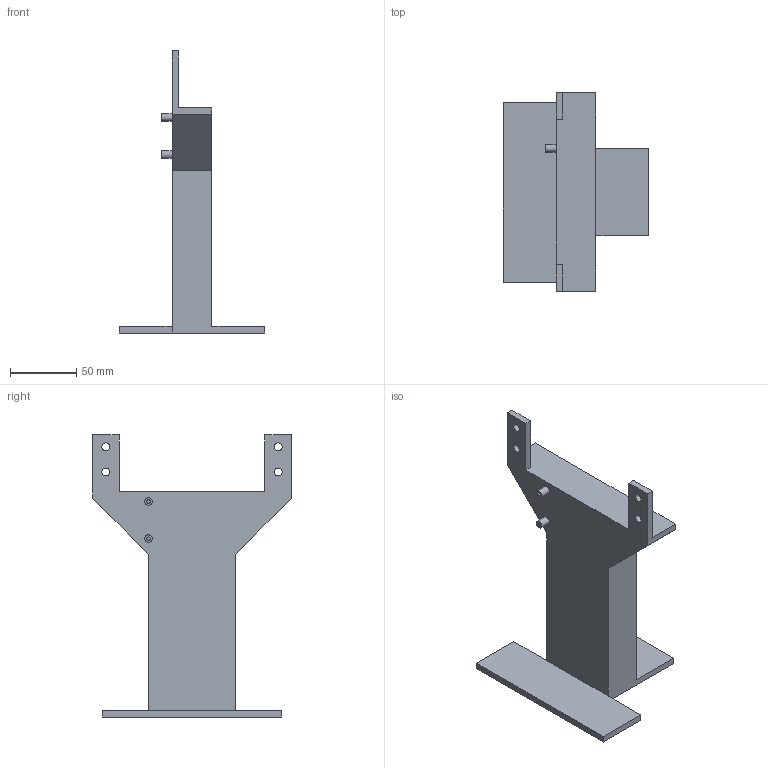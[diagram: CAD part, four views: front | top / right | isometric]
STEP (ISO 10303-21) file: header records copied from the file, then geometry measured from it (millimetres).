
FILE_DESCRIPTION(/* description */ (''),/* implementation_level */ '2;1');
FILE_NAME(/* name */ 'XYZ Robot Height Raiser With Slot for Control Board v7.step',/* time_stamp */ '2024-09-16T20:19:35-07:00',/* author */ (''),/* organization */ (''),/* preprocessor_version */ 'ST-DEVELOPER v20',/* originating_system */ 'Autodesk Translation Framework v13.14.0.145',/* authorisation */ '');
FILE_SCHEMA (('AUTOMOTIVE_DESIGN { 1 0 10303 214 3 1 1 }'));
Length unit declared in the file: millimetre
Products named in the file (1): XYZ Robot Height Raiser With Slot for Control Board
Bounding box: 110 x 150 x 213.01 mm (x, y, z)
Volume: 449862.1 mm3; surface area: 66959.2 mm2
Topology: 1 solids, 1 shells, 37 faces, 102 edges, 71 vertices
Faces by surface type: plane 29, cylinder 8
Full cylindrical faces by diameter (mm): 2.6 x2, 5.8 x2, 6 x4
Entity records: 1233 total; most frequent: CARTESIAN_POINT 211, ORIENTED_EDGE 204, DIRECTION 194, EDGE_CURVE 102, LINE 86, VECTOR 86, VERTEX_POINT 71, AXIS2_PLACEMENT_3D 54
